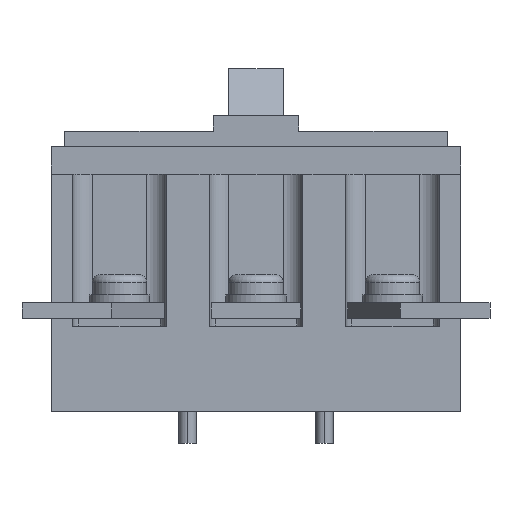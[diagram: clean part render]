
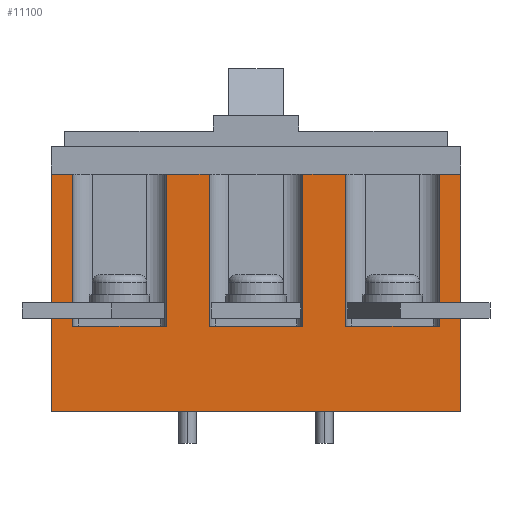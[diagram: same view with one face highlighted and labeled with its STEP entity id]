
A CAD part, front view. The second image highlights one B-rep face of the part: STEP entity #11100.
In plain terms, the highlighted planar face has unit normal (0, -1, 0).
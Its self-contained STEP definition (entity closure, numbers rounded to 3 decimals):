
#4810=CARTESIAN_POINT('',(31.406,270.252,
-87.995));
#4820=VERTEX_POINT('',#4810);
#5310=CARTESIAN_POINT('',(31.406,270.252,
-26.995));
#5320=VERTEX_POINT('',#5310);
#5350=CARTESIAN_POINT('',(31.406,270.252,0.));
#5360=DIRECTION('',(0.,0.,-1.));
#5370=VECTOR('',#5360,1.);
#5380=LINE('',#5350,#5370);
#5390=EDGE_CURVE('',#5320,#4820,#5380,.T.);
#5950=CARTESIAN_POINT('',(136.406,270.252,
-87.995));
#5960=VERTEX_POINT('',#5950);
#5990=CARTESIAN_POINT('',(136.406,270.252,0.));
#6000=DIRECTION('',(0.,0.,-1.));
#6010=VECTOR('',#6000,1.);
#6020=LINE('',#5990,#6010);
#6030=CARTESIAN_POINT('',(136.406,270.252,
-26.995));
#6040=VERTEX_POINT('',#6030);
#6050=EDGE_CURVE('',#6040,#5960,#6020,.T.);
#9780=CARTESIAN_POINT('',(130.906,270.252,
-65.995));
#9790=VERTEX_POINT('',#9780);
#9820=CARTESIAN_POINT('',(0.,270.252,-65.995));
#9830=DIRECTION('',(-1.,0.,0.));
#9840=VECTOR('',#9830,1.);
#9850=LINE('',#9820,#9840);
#9860=CARTESIAN_POINT('',(106.906,270.252,
-65.995));
#9870=VERTEX_POINT('',#9860);
#9880=EDGE_CURVE('',#9790,#9870,#9850,.T.);
#10140=CARTESIAN_POINT('',(128.906,270.252,
-87.995));
#10150=DIRECTION('',(0.,1.,0.));
#10160=DIRECTION('',(0.,0.,-1.));
#10170=AXIS2_PLACEMENT_3D('',#10140,#10150,#10160);
#10180=PLANE('',#10170);
#10190=CARTESIAN_POINT('',(0.,270.252,-26.995));
#10200=DIRECTION('',(-1.,0.,0.));
#10210=VECTOR('',#10200,1.);
#10220=LINE('',#10190,#10210);
#10230=CARTESIAN_POINT('',(36.906,270.252,
-26.995));
#10240=VERTEX_POINT('',#10230);
#10250=EDGE_CURVE('',#10240,#5320,#10220,.T.);
#10260=ORIENTED_EDGE('',*,*,#10250,.T.);
#10270=CARTESIAN_POINT('',(36.906,270.252,0.));
#10280=DIRECTION('',(0.,0.,-1.));
#10290=VECTOR('',#10280,1.);
#10300=LINE('',#10270,#10290);
#10310=CARTESIAN_POINT('',(36.906,270.252,
-65.995));
#10320=VERTEX_POINT('',#10310);
#10330=EDGE_CURVE('',#10240,#10320,#10300,.T.);
#10340=ORIENTED_EDGE('',*,*,#10330,.F.);
#10350=CARTESIAN_POINT('',(0.,270.252,-65.995));
#10360=DIRECTION('',(-1.,0.,0.));
#10370=VECTOR('',#10360,1.);
#10380=LINE('',#10350,#10370);
#10390=CARTESIAN_POINT('',(60.906,270.252,
-65.995));
#10400=VERTEX_POINT('',#10390);
#10410=EDGE_CURVE('',#10400,#10320,#10380,.T.);
#10420=ORIENTED_EDGE('',*,*,#10410,.T.);
#10430=CARTESIAN_POINT('',(60.906,270.252,0.));
#10440=DIRECTION('',(0.,0.,1.));
#10450=VECTOR('',#10440,1.);
#10460=LINE('',#10430,#10450);
#10470=CARTESIAN_POINT('',(60.906,270.252,
-26.995));
#10480=VERTEX_POINT('',#10470);
#10490=EDGE_CURVE('',#10400,#10480,#10460,.T.);
#10500=ORIENTED_EDGE('',*,*,#10490,.F.);
#10510=CARTESIAN_POINT('',(71.906,270.252,
-26.995));
#10520=VERTEX_POINT('',#10510);
#10530=EDGE_CURVE('',#10520,#10480,#10220,.T.);
#10540=ORIENTED_EDGE('',*,*,#10530,.T.);
#10550=CARTESIAN_POINT('',(71.906,270.252,0.));
#10560=DIRECTION('',(0.,0.,-1.));
#10570=VECTOR('',#10560,1.);
#10580=LINE('',#10550,#10570);
#10590=CARTESIAN_POINT('',(71.906,270.252,
-65.995));
#10600=VERTEX_POINT('',#10590);
#10610=EDGE_CURVE('',#10520,#10600,#10580,.T.);
#10620=ORIENTED_EDGE('',*,*,#10610,.F.);
#10630=CARTESIAN_POINT('',(0.,270.252,-65.995));
#10640=DIRECTION('',(-1.,0.,0.));
#10650=VECTOR('',#10640,1.);
#10660=LINE('',#10630,#10650);
#10670=CARTESIAN_POINT('',(95.906,270.252,
-65.995));
#10680=VERTEX_POINT('',#10670);
#10690=EDGE_CURVE('',#10680,#10600,#10660,.T.);
#10700=ORIENTED_EDGE('',*,*,#10690,.T.);
#10710=CARTESIAN_POINT('',(95.906,270.252,0.));
#10720=DIRECTION('',(0.,0.,1.));
#10730=VECTOR('',#10720,1.);
#10740=LINE('',#10710,#10730);
#10750=CARTESIAN_POINT('',(95.906,270.252,
-26.995));
#10760=VERTEX_POINT('',#10750);
#10770=EDGE_CURVE('',#10680,#10760,#10740,.T.);
#10780=ORIENTED_EDGE('',*,*,#10770,.F.);
#10790=CARTESIAN_POINT('',(106.906,270.252,
-26.995));
#10800=VERTEX_POINT('',#10790);
#10810=EDGE_CURVE('',#10800,#10760,#10220,.T.);
#10820=ORIENTED_EDGE('',*,*,#10810,.T.);
#10830=CARTESIAN_POINT('',(106.906,270.252,0.));
#10840=DIRECTION('',(0.,0.,-1.));
#10850=VECTOR('',#10840,1.);
#10860=LINE('',#10830,#10850);
#10870=EDGE_CURVE('',#10800,#9870,#10860,.T.);
#10880=ORIENTED_EDGE('',*,*,#10870,.F.);
#10890=ORIENTED_EDGE('',*,*,#9880,.T.);
#10900=CARTESIAN_POINT('',(130.906,270.252,0.));
#10910=DIRECTION('',(0.,0.,1.));
#10920=VECTOR('',#10910,1.);
#10930=LINE('',#10900,#10920);
#10940=CARTESIAN_POINT('',(130.906,270.252,
-26.995));
#10950=VERTEX_POINT('',#10940);
#10960=EDGE_CURVE('',#9790,#10950,#10930,.T.);
#10970=ORIENTED_EDGE('',*,*,#10960,.F.);
#10980=EDGE_CURVE('',#6040,#10950,#10220,.T.);
#10990=ORIENTED_EDGE('',*,*,#10980,.T.);
#11000=ORIENTED_EDGE('',*,*,#6050,.F.);
#11010=CARTESIAN_POINT('',(0.,270.252,-87.995));
#11020=DIRECTION('',(-1.,0.,0.));
#11030=VECTOR('',#11020,1.);
#11040=LINE('',#11010,#11030);
#11050=EDGE_CURVE('',#5960,#4820,#11040,.T.);
#11060=ORIENTED_EDGE('',*,*,#11050,.F.);
#11070=ORIENTED_EDGE('',*,*,#5390,.T.);
#11080=EDGE_LOOP('',(#11070,#11060,#11000,#10990,#10970,#10890,#10880,
#10820,#10780,#10700,#10620,#10540,#10500,#10420,#10340,#10260));
#11090=FACE_OUTER_BOUND('',#11080,.T.);
#11100=ADVANCED_FACE('',(#11090),#10180,.F.);
